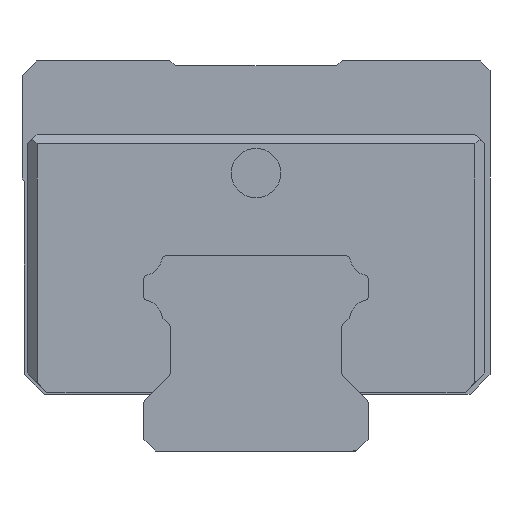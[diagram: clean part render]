
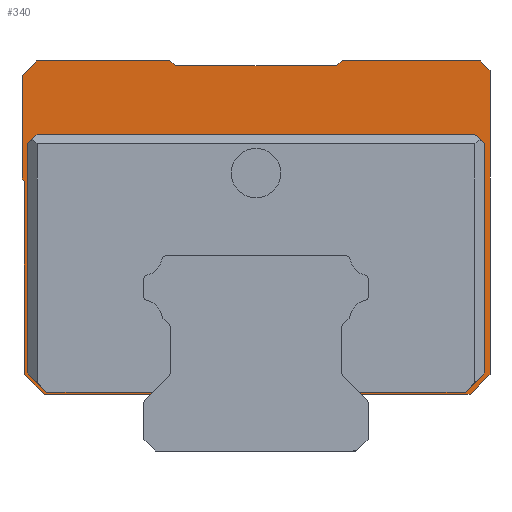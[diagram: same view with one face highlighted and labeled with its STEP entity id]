
A CAD part, left-side view. The second image highlights one B-rep face of the part: STEP entity #340.
In plain terms, the highlighted planar face has unit normal (-1, 0, 0).
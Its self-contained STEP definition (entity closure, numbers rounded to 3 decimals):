
#220=PLANE('',#3161);
#340=ADVANCED_FACE('',(#538),#220,.T.);
#538=FACE_OUTER_BOUND('',#716,.T.);
#716=EDGE_LOOP('',(#1634,#1635,#1636,#1637,#1638,#1639,#1640,#1641,#1642,
#1643,#1644,#1645,#1646,#1647,#1648,#1649,#1650,#1651,#1652,#1653,#1654,
#1655,#1656,#1657,#1658,#1659,#1660));
#916=LINE('',#4420,#1138);
#917=LINE('',#4423,#1139);
#918=LINE('',#4425,#1140);
#919=LINE('',#4427,#1141);
#920=LINE('',#4429,#1142);
#921=LINE('',#4431,#1143);
#922=LINE('',#4433,#1144);
#923=LINE('',#4435,#1145);
#924=LINE('',#4437,#1146);
#925=LINE('',#4439,#1147);
#926=LINE('',#4441,#1148);
#927=LINE('',#4443,#1149);
#928=LINE('',#4445,#1150);
#929=LINE('',#4447,#1151);
#930=LINE('',#4449,#1152);
#931=LINE('',#4451,#1153);
#932=LINE('',#4453,#1154);
#933=LINE('',#4455,#1155);
#934=LINE('',#4457,#1156);
#935=LINE('',#4459,#1157);
#936=LINE('',#4461,#1158);
#937=LINE('',#4463,#1159);
#938=LINE('',#4465,#1160);
#939=LINE('',#4467,#1161);
#940=LINE('',#4469,#1162);
#941=LINE('',#4471,#1163);
#942=LINE('',#4473,#1164);
#1138=VECTOR('',#3623,1.);
#1139=VECTOR('',#3624,1.);
#1140=VECTOR('',#3625,1.);
#1141=VECTOR('',#3626,1.);
#1142=VECTOR('',#3627,1.);
#1143=VECTOR('',#3628,1.);
#1144=VECTOR('',#3629,1.);
#1145=VECTOR('',#3630,1.);
#1146=VECTOR('',#3631,1.);
#1147=VECTOR('',#3632,1.);
#1148=VECTOR('',#3633,1.);
#1149=VECTOR('',#3634,1.);
#1150=VECTOR('',#3635,1.);
#1151=VECTOR('',#3636,1.);
#1152=VECTOR('',#3637,1.);
#1153=VECTOR('',#3638,1.);
#1154=VECTOR('',#3639,1.);
#1155=VECTOR('',#3640,1.);
#1156=VECTOR('',#3641,1.);
#1157=VECTOR('',#3642,1.);
#1158=VECTOR('',#3643,1.);
#1159=VECTOR('',#3644,1.);
#1160=VECTOR('',#3645,1.);
#1161=VECTOR('',#3646,1.);
#1162=VECTOR('',#3647,1.);
#1163=VECTOR('',#3648,1.);
#1164=VECTOR('',#3649,1.);
#1634=ORIENTED_EDGE('',*,*,#2654,.F.);
#1635=ORIENTED_EDGE('',*,*,#2655,.F.);
#1636=ORIENTED_EDGE('',*,*,#2656,.F.);
#1637=ORIENTED_EDGE('',*,*,#2657,.F.);
#1638=ORIENTED_EDGE('',*,*,#2658,.F.);
#1639=ORIENTED_EDGE('',*,*,#2659,.F.);
#1640=ORIENTED_EDGE('',*,*,#2660,.F.);
#1641=ORIENTED_EDGE('',*,*,#2661,.F.);
#1642=ORIENTED_EDGE('',*,*,#2662,.F.);
#1643=ORIENTED_EDGE('',*,*,#2663,.T.);
#1644=ORIENTED_EDGE('',*,*,#2664,.T.);
#1645=ORIENTED_EDGE('',*,*,#2665,.T.);
#1646=ORIENTED_EDGE('',*,*,#2666,.T.);
#1647=ORIENTED_EDGE('',*,*,#2667,.T.);
#1648=ORIENTED_EDGE('',*,*,#2668,.T.);
#1649=ORIENTED_EDGE('',*,*,#2669,.T.);
#1650=ORIENTED_EDGE('',*,*,#2670,.T.);
#1651=ORIENTED_EDGE('',*,*,#2671,.T.);
#1652=ORIENTED_EDGE('',*,*,#2672,.T.);
#1653=ORIENTED_EDGE('',*,*,#2673,.T.);
#1654=ORIENTED_EDGE('',*,*,#2674,.T.);
#1655=ORIENTED_EDGE('',*,*,#2675,.T.);
#1656=ORIENTED_EDGE('',*,*,#2676,.T.);
#1657=ORIENTED_EDGE('',*,*,#2677,.T.);
#1658=ORIENTED_EDGE('',*,*,#2678,.T.);
#1659=ORIENTED_EDGE('',*,*,#2679,.T.);
#1660=ORIENTED_EDGE('',*,*,#2680,.T.);
#2323=VERTEX_POINT('',#4421);
#2324=VERTEX_POINT('',#4422);
#2325=VERTEX_POINT('',#4424);
#2326=VERTEX_POINT('',#4426);
#2327=VERTEX_POINT('',#4428);
#2328=VERTEX_POINT('',#4430);
#2329=VERTEX_POINT('',#4432);
#2330=VERTEX_POINT('',#4434);
#2331=VERTEX_POINT('',#4436);
#2332=VERTEX_POINT('',#4438);
#2333=VERTEX_POINT('',#4440);
#2334=VERTEX_POINT('',#4442);
#2335=VERTEX_POINT('',#4444);
#2336=VERTEX_POINT('',#4446);
#2337=VERTEX_POINT('',#4448);
#2338=VERTEX_POINT('',#4450);
#2339=VERTEX_POINT('',#4452);
#2340=VERTEX_POINT('',#4454);
#2341=VERTEX_POINT('',#4456);
#2342=VERTEX_POINT('',#4458);
#2343=VERTEX_POINT('',#4460);
#2344=VERTEX_POINT('',#4462);
#2345=VERTEX_POINT('',#4464);
#2346=VERTEX_POINT('',#4466);
#2347=VERTEX_POINT('',#4468);
#2348=VERTEX_POINT('',#4470);
#2349=VERTEX_POINT('',#4472);
#2654=EDGE_CURVE('',#2323,#2324,#916,.T.);
#2655=EDGE_CURVE('',#2325,#2323,#917,.T.);
#2656=EDGE_CURVE('',#2326,#2325,#918,.T.);
#2657=EDGE_CURVE('',#2327,#2326,#919,.T.);
#2658=EDGE_CURVE('',#2328,#2327,#920,.T.);
#2659=EDGE_CURVE('',#2329,#2328,#921,.T.);
#2660=EDGE_CURVE('',#2330,#2329,#922,.T.);
#2661=EDGE_CURVE('',#2331,#2330,#923,.T.);
#2662=EDGE_CURVE('',#2332,#2331,#924,.T.);
#2663=EDGE_CURVE('',#2332,#2333,#925,.T.);
#2664=EDGE_CURVE('',#2333,#2334,#926,.T.);
#2665=EDGE_CURVE('',#2334,#2335,#927,.T.);
#2666=EDGE_CURVE('',#2335,#2336,#928,.T.);
#2667=EDGE_CURVE('',#2336,#2337,#929,.T.);
#2668=EDGE_CURVE('',#2337,#2338,#930,.T.);
#2669=EDGE_CURVE('',#2338,#2339,#931,.T.);
#2670=EDGE_CURVE('',#2339,#2340,#932,.T.);
#2671=EDGE_CURVE('',#2340,#2341,#933,.T.);
#2672=EDGE_CURVE('',#2341,#2342,#934,.T.);
#2673=EDGE_CURVE('',#2342,#2343,#935,.T.);
#2674=EDGE_CURVE('',#2343,#2344,#936,.T.);
#2675=EDGE_CURVE('',#2344,#2345,#937,.T.);
#2676=EDGE_CURVE('',#2345,#2346,#938,.T.);
#2677=EDGE_CURVE('',#2346,#2347,#939,.T.);
#2678=EDGE_CURVE('',#2347,#2348,#940,.T.);
#2679=EDGE_CURVE('',#2348,#2349,#941,.T.);
#2680=EDGE_CURVE('',#2349,#2324,#942,.T.);
#3161=AXIS2_PLACEMENT_3D('',#4474,#3650,#3651);
#3623=DIRECTION('',(0.,-1.,0.));
#3624=DIRECTION('',(0.,-0.707,-0.707));
#3625=DIRECTION('',(0.,0.,-1.));
#3626=DIRECTION('',(0.,0.707,-0.707));
#3627=DIRECTION('',(0.,1.,0.));
#3628=DIRECTION('',(0.,0.707,0.707));
#3629=DIRECTION('',(0.,0.,1.));
#3630=DIRECTION('',(0.,-0.707,0.707));
#3631=DIRECTION('',(0.,-1.,0.));
#3632=DIRECTION('',(0.,-0.707,-0.707));
#3633=DIRECTION('',(0.,-1.,0.));
#3634=DIRECTION('',(0.,-0.707,0.707));
#3635=DIRECTION('',(0.,0.,1.));
#3636=DIRECTION('',(0.,0.707,0.707));
#3637=DIRECTION('',(0.,1.,0.));
#3638=DIRECTION('',(0.,0.818,-0.576));
#3639=DIRECTION('',(0.,1.,0.));
#3640=DIRECTION('',(0.,0.818,0.576));
#3641=DIRECTION('',(0.,1.,0.));
#3642=DIRECTION('',(0.,0.707,-0.707));
#3643=DIRECTION('',(0.,0.,-1.));
#3644=DIRECTION('',(0.,0.,-1.));
#3645=DIRECTION('',(0.,-0.555,-0.832));
#3646=DIRECTION('',(0.,0.,-1.));
#3647=DIRECTION('',(0.,-0.707,-0.707));
#3648=DIRECTION('',(0.,-1.,0.));
#3649=DIRECTION('',(0.,-0.707,0.707));
#3650=DIRECTION('',(-1.,0.,0.));
#3651=DIRECTION('',(0.,0.,1.));
#4420=CARTESIAN_POINT('',(563.665,-1072.335,6.5));
#4421=CARTESIAN_POINT('',(563.665,-1072.335,6.5));
#4422=CARTESIAN_POINT('',(563.665,-1083.185,6.5));
#4423=CARTESIAN_POINT('',(563.665,-1070.335,8.5));
#4424=CARTESIAN_POINT('',(563.665,-1070.335,8.5));
#4425=CARTESIAN_POINT('',(563.665,-1070.335,32.));
#4426=CARTESIAN_POINT('',(563.665,-1070.335,32.));
#4427=CARTESIAN_POINT('',(563.665,-1071.335,33.));
#4428=CARTESIAN_POINT('',(563.665,-1071.335,33.));
#4429=CARTESIAN_POINT('',(563.665,-1116.235,33.));
#4430=CARTESIAN_POINT('',(563.665,-1116.235,33.));
#4431=CARTESIAN_POINT('',(563.665,-1117.235,32.));
#4432=CARTESIAN_POINT('',(563.665,-1117.235,32.));
#4433=CARTESIAN_POINT('',(563.665,-1117.235,8.5));
#4434=CARTESIAN_POINT('',(563.665,-1117.235,8.5));
#4435=CARTESIAN_POINT('',(563.665,-1115.235,6.5));
#4436=CARTESIAN_POINT('',(563.665,-1115.235,6.5));
#4437=CARTESIAN_POINT('',(563.665,-1072.335,6.5));
#4438=CARTESIAN_POINT('',(563.665,-1104.385,6.5));
#4439=CARTESIAN_POINT('',(563.665,-1090.231,20.655));
#4440=CARTESIAN_POINT('',(563.665,-1104.585,6.3));
#4441=CARTESIAN_POINT('',(563.665,-1107.847,6.3));
#4442=CARTESIAN_POINT('',(563.665,-1115.735,6.3));
#4443=CARTESIAN_POINT('',(563.665,-1115.735,6.3));
#4444=CARTESIAN_POINT('',(563.665,-1117.785,8.35));
#4445=CARTESIAN_POINT('',(563.665,-1117.785,8.35));
#4446=CARTESIAN_POINT('',(563.665,-1117.785,39.5));
#4447=CARTESIAN_POINT('',(563.665,-1117.785,39.5));
#4448=CARTESIAN_POINT('',(563.665,-1116.785,40.5));
#4449=CARTESIAN_POINT('',(563.665,-1116.535,40.5));
#4450=CARTESIAN_POINT('',(563.665,-1102.638,40.5));
#4451=CARTESIAN_POINT('',(563.665,-1102.638,40.5));
#4452=CARTESIAN_POINT('',(563.665,-1101.928,40.));
#4453=CARTESIAN_POINT('',(563.665,-1101.928,40.));
#4454=CARTESIAN_POINT('',(563.665,-1085.643,40.));
#4455=CARTESIAN_POINT('',(563.665,-1085.643,40.));
#4456=CARTESIAN_POINT('',(563.665,-1084.933,40.5));
#4457=CARTESIAN_POINT('',(563.665,-1084.933,40.5));
#4458=CARTESIAN_POINT('',(563.665,-1071.285,40.5));
#4459=CARTESIAN_POINT('',(563.665,-1071.285,40.5));
#4460=CARTESIAN_POINT('',(563.665,-1069.785,39.));
#4461=CARTESIAN_POINT('',(563.665,-1069.785,39.));
#4462=CARTESIAN_POINT('',(563.665,-1069.785,35.));
#4463=CARTESIAN_POINT('',(563.665,-1069.785,35.));
#4464=CARTESIAN_POINT('',(563.665,-1069.785,28.5));
#4465=CARTESIAN_POINT('',(563.665,-1069.785,28.5));
#4466=CARTESIAN_POINT('',(563.665,-1070.035,28.126));
#4467=CARTESIAN_POINT('',(563.665,-1070.035,28.126));
#4468=CARTESIAN_POINT('',(563.665,-1070.035,8.35));
#4469=CARTESIAN_POINT('',(563.665,-1070.035,8.35));
#4470=CARTESIAN_POINT('',(563.665,-1072.085,6.3));
#4471=CARTESIAN_POINT('',(563.665,-1107.847,6.3));
#4472=CARTESIAN_POINT('',(563.665,-1082.985,6.3));
#4473=CARTESIAN_POINT('',(563.665,-1085.09,8.405));
#4474=CARTESIAN_POINT('',(563.665,-1081.535,11.96));
